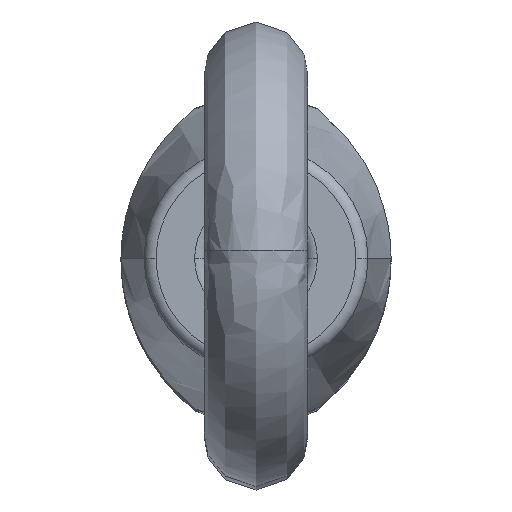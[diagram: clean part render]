
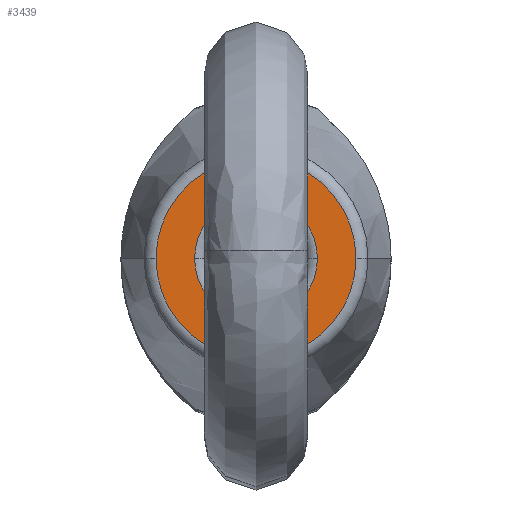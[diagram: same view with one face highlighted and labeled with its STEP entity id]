
A CAD part, top view. The second image highlights one B-rep face of the part: STEP entity #3439.
In plain terms, the highlighted planar face has unit normal (0, 0, 1).
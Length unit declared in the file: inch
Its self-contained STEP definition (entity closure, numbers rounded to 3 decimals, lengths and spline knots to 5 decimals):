
#187 = DIRECTION ( 'NONE',  ( 1., 0., 0. ) ) ;
#234 = CARTESIAN_POINT ( 'NONE',  ( 0.45694, 1.30433, 3.21279 ) ) ;
#279 = CARTESIAN_POINT ( 'NONE',  ( 0.61716, 1.30433, 3.21279 ) ) ;
#291 = DIRECTION ( 'NONE',  ( 1., 0., 0. ) ) ;
#303 = CIRCLE ( 'NONE', #2844, 0.09843 ) ;
#373 = AXIS2_PLACEMENT_3D ( 'NONE', #3269, #721, #2441 ) ;
#453 = CARTESIAN_POINT ( 'NONE',  ( 0.29673, 1.30433, 3.21279 ) ) ;
#587 = ORIENTED_EDGE ( 'NONE', *, *, #2431, .T. ) ;
#637 = VERTEX_POINT ( 'NONE', #453 ) ;
#685 = FACE_BOUND ( 'NONE', #2596, .T. ) ;
#721 = DIRECTION ( 'NONE',  ( 0., 0., 1. ) ) ;
#862 = ORIENTED_EDGE ( 'NONE', *, *, #2333, .T. ) ;
#870 = AXIS2_PLACEMENT_3D ( 'NONE', #234, #1467, #291 ) ;
#890 = VERTEX_POINT ( 'NONE', #3599 ) ;
#965 = VERTEX_POINT ( 'NONE', #279 ) ;
#1177 = DIRECTION ( 'NONE',  ( 0., 0., 1. ) ) ;
#1371 = CIRCLE ( 'NONE', #2108, 0.16022 ) ;
#1467 = DIRECTION ( 'NONE',  ( 0., 0., -1. ) ) ;
#1479 = CIRCLE ( 'NONE', #3606, 0.16022 ) ;
#1504 = DIRECTION ( 'NONE',  ( 1., 0., 0. ) ) ;
#1534 = FACE_OUTER_BOUND ( 'NONE', #3376, .T. ) ;
#1586 = VERTEX_POINT ( 'NONE', #3003 ) ;
#1648 = CIRCLE ( 'NONE', #870, 0.09843 ) ;
#2090 = CARTESIAN_POINT ( 'NONE',  ( 0.45694, 1.30433, 3.21279 ) ) ;
#2108 = AXIS2_PLACEMENT_3D ( 'NONE', #2090, #1177, #1504 ) ;
#2193 = CARTESIAN_POINT ( 'NONE',  ( 0.45694, 1.30433, 3.21279 ) ) ;
#2333 = EDGE_CURVE ( 'NONE', #965, #637, #1479, .T. ) ;
#2431 = EDGE_CURVE ( 'NONE', #1586, #890, #1648, .T. ) ;
#2441 = DIRECTION ( 'NONE',  ( 1., 0., 0. ) ) ;
#2596 = EDGE_LOOP ( 'NONE', ( #2659, #587 ) ) ;
#2659 = ORIENTED_EDGE ( 'NONE', *, *, #3232, .T. ) ;
#2844 = AXIS2_PLACEMENT_3D ( 'NONE', #3534, #3230, #2941 ) ;
#2855 = ORIENTED_EDGE ( 'NONE', *, *, #3030, .T. ) ;
#2941 = DIRECTION ( 'NONE',  ( 1., 0., 0. ) ) ;
#3003 = CARTESIAN_POINT ( 'NONE',  ( 0.35852, 1.30433, 3.21279 ) ) ;
#3030 = EDGE_CURVE ( 'NONE', #637, #965, #1371, .T. ) ;
#3042 = PLANE ( 'NONE',  #373 ) ;
#3230 = DIRECTION ( 'NONE',  ( 0., 0., -1. ) ) ;
#3232 = EDGE_CURVE ( 'NONE', #890, #1586, #303, .T. ) ;
#3269 = CARTESIAN_POINT ( 'NONE',  ( 0.45694, 1.30433, 3.21279 ) ) ;
#3359 = DIRECTION ( 'NONE',  ( 0., 0., 1. ) ) ;
#3376 = EDGE_LOOP ( 'NONE', ( #862, #2855 ) ) ;
#3439 = ADVANCED_FACE ( 'NONE', ( #685, #1534 ), #3042, .T. ) ;
#3534 = CARTESIAN_POINT ( 'NONE',  ( 0.45694, 1.30433, 3.21279 ) ) ;
#3599 = CARTESIAN_POINT ( 'NONE',  ( 0.55537, 1.30433, 3.21279 ) ) ;
#3606 = AXIS2_PLACEMENT_3D ( 'NONE', #2193, #3359, #187 ) ;
